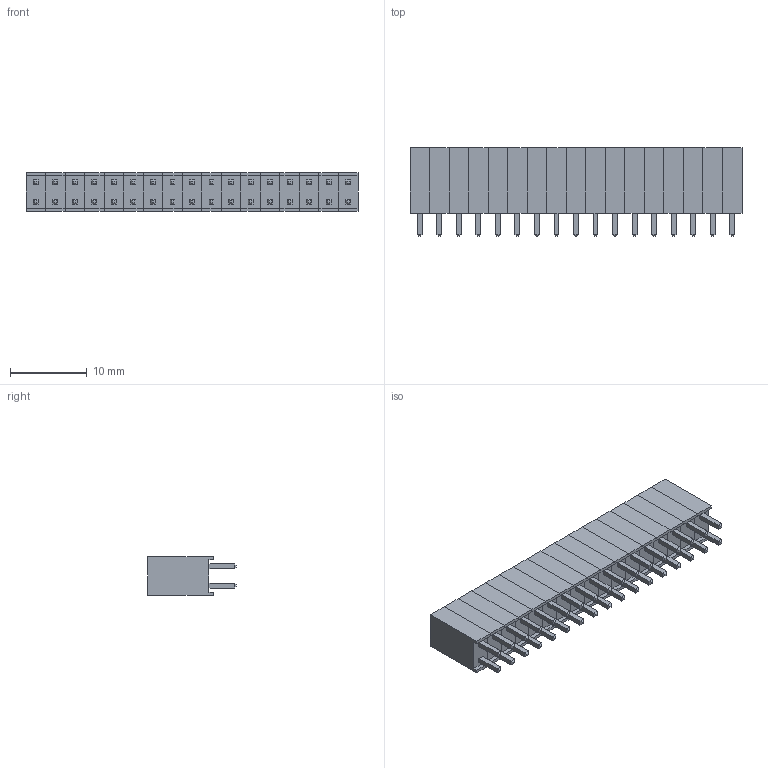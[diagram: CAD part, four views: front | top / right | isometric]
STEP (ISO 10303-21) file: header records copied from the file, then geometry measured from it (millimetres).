
FILE_DESCRIPTION (( 'STEP AP214' ), '1' );
FILE_NAME ('DS-1023-34.STEP', '2019-07-10T22:29:35', ( '' ), ( '' ), 'SwSTEP 2.0', 'SolidWorks 2018', '' );
FILE_SCHEMA (( 'AUTOMOTIVE_DESIGN' ));
Length unit declared in the file: millimetre
Products named in the file (1): DS-1023-34
Bounding box: 43.18 x 11.5 x 5 mm (x, y, z)
Volume: 1708.3 mm3; surface area: 3186 mm2
Topology: 17 solids, 17 shells, 782 faces, 1768 edges, 1088 vertices
Faces by surface type: plane 782
Entity records: 29796 total; most frequent: CARTESIAN_POINT 3639, ORIENTED_EDGE 3536, DIRECTION 3334, LINE 1768, VECTOR 1768, EDGE_CURVE 1768, VERTEX_POINT 1088, EDGE_LOOP 850
